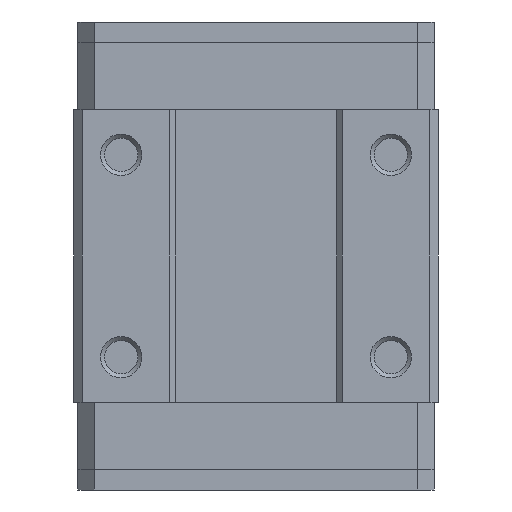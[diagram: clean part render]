
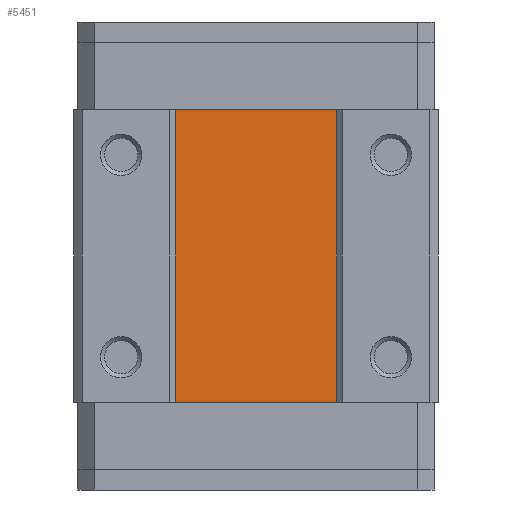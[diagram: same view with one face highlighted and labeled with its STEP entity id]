
A CAD part, front view. The second image highlights one B-rep face of the part: STEP entity #5451.
In plain terms, the highlighted planar face has unit normal (0, -1, 0).
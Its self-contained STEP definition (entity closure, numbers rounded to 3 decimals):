
#682=FACE_OUTER_BOUND('',#995,.T.);
#995=EDGE_LOOP('',(#4900,#4901,#4902,#4903));
#1464=LINE('',#9007,#2006);
#1507=LINE('',#9112,#2049);
#1533=LINE('',#9177,#2075);
#1534=LINE('',#9179,#2076);
#2006=VECTOR('',#7375,1.);
#2049=VECTOR('',#7486,1.);
#2075=VECTOR('',#7560,1.);
#2076=VECTOR('',#7563,1.);
#2555=VERTEX_POINT('',#9004);
#2556=VERTEX_POINT('',#9006);
#2583=VERTEX_POINT('',#9109);
#2584=VERTEX_POINT('',#9111);
#3287=EDGE_CURVE('',#2556,#2555,#1464,.T.);
#3340=EDGE_CURVE('',#2583,#2584,#1507,.T.);
#3373=EDGE_CURVE('',#2584,#2555,#1533,.T.);
#3374=EDGE_CURVE('',#2583,#2556,#1534,.T.);
#4900=ORIENTED_EDGE('',*,*,#3373,.F.);
#4901=ORIENTED_EDGE('',*,*,#3340,.F.);
#4902=ORIENTED_EDGE('',*,*,#3374,.T.);
#4903=ORIENTED_EDGE('',*,*,#3287,.T.);
#5159=PLANE('',#5999);
#5451=ADVANCED_FACE('',(#682),#5159,.T.);
#5999=AXIS2_PLACEMENT_3D('',#9178,#7561,#7562);
#7375=DIRECTION('',(-1.,0.,0.));
#7486=DIRECTION('',(-1.,0.,0.));
#7560=DIRECTION('',(0.,0.,1.));
#7561=DIRECTION('center_axis',(0.,-1.,0.));
#7562=DIRECTION('ref_axis',(0.,0.,
1.));
#7563=DIRECTION('',(0.,0.,1.));
#9004=CARTESIAN_POINT('',(-6.,-4.8,38.9));
#9006=CARTESIAN_POINT('',(6.,-4.8,38.9));
#9007=CARTESIAN_POINT('',(0.,-4.8,38.9));
#9109=CARTESIAN_POINT('',(6.,-4.8,17.2));
#9111=CARTESIAN_POINT('',(-6.,-4.8,17.2));
#9112=CARTESIAN_POINT('',(0.,-4.8,17.2));
#9177=CARTESIAN_POINT('',(-6.,-4.8,6.5));
#9178=CARTESIAN_POINT('Origin',(0.,-4.8,17.2));
#9179=CARTESIAN_POINT('',(6.,-4.8,6.5));
